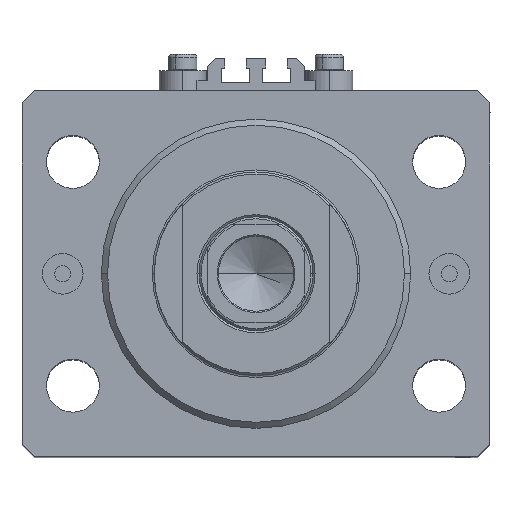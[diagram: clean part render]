
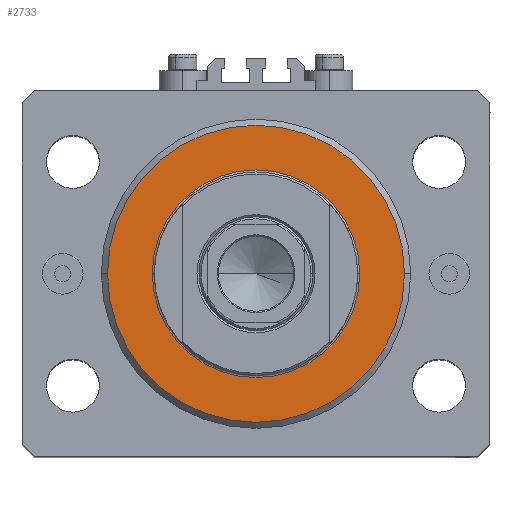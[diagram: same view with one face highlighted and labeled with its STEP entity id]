
A CAD part, top view. The second image highlights one B-rep face of the part: STEP entity #2733.
In plain terms, the highlighted face is planar.
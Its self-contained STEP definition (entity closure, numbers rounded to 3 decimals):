
#1341 = EDGE_LOOP ( 'NONE', ( #35877, #42294 ) ) ;
#2685 = DIRECTION ( 'NONE',  ( 1., 0., 0. ) ) ;
#2733 = ADVANCED_FACE ( 'NONE', ( #37538, #11993 ), #29664, .F. ) ;
#3767 = CARTESIAN_POINT ( 'NONE',  ( 36.5, 0., 0. ) ) ;
#4277 = CARTESIAN_POINT ( 'NONE',  ( 0., 0., 0. ) ) ;
#5040 = EDGE_CURVE ( 'NONE', #27277, #47086, #26680, .T. ) ;
#5386 = DIRECTION ( 'NONE',  ( 1., 0., 0. ) ) ;
#6136 = AXIS2_PLACEMENT_3D ( 'NONE', #6276, #35388, #2685 ) ;
#6276 = CARTESIAN_POINT ( 'NONE',  ( 0., 0., 0. ) ) ;
#8733 = CARTESIAN_POINT ( 'NONE',  ( 0., 0., 0. ) ) ;
#9232 = EDGE_LOOP ( 'NONE', ( #24545, #16546 ) ) ;
#9695 = CARTESIAN_POINT ( 'NONE',  ( 0., 0., 0. ) ) ;
#10758 = DIRECTION ( 'NONE',  ( 1., 0., 0. ) ) ;
#10858 = EDGE_CURVE ( 'NONE', #47086, #27277, #16087, .T. ) ;
#11422 = AXIS2_PLACEMENT_3D ( 'NONE', #15804, #11764, #26545 ) ;
#11764 = DIRECTION ( 'NONE',  ( 0., 0., 1. ) ) ;
#11993 = FACE_OUTER_BOUND ( 'NONE', #1341, .T. ) ;
#15804 = CARTESIAN_POINT ( 'NONE',  ( 0., 0., 0. ) ) ;
#16051 = VERTEX_POINT ( 'NONE', #17483 ) ;
#16087 = CIRCLE ( 'NONE', #25235, 36.5 ) ;
#16546 = ORIENTED_EDGE ( 'NONE', *, *, #27306, .T. ) ;
#17304 = AXIS2_PLACEMENT_3D ( 'NONE', #8733, #19482, #26172 ) ;
#17483 = CARTESIAN_POINT ( 'NONE',  ( -25.5, 0., 0. ) ) ;
#19482 = DIRECTION ( 'NONE',  ( 0., 0., 1. ) ) ;
#21620 = CARTESIAN_POINT ( 'NONE',  ( 25.5, 0., 0. ) ) ;
#24545 = ORIENTED_EDGE ( 'NONE', *, *, #26498, .T. ) ;
#25235 = AXIS2_PLACEMENT_3D ( 'NONE', #4277, #44146, #10758 ) ;
#26172 = DIRECTION ( 'NONE',  ( 1., 0., 0. ) ) ;
#26498 = EDGE_CURVE ( 'NONE', #27601, #16051, #27988, .T. ) ;
#26545 = DIRECTION ( 'NONE',  ( 1., 0., 0. ) ) ;
#26680 = CIRCLE ( 'NONE', #6136, 36.5 ) ;
#27277 = VERTEX_POINT ( 'NONE', #3767 ) ;
#27306 = EDGE_CURVE ( 'NONE', #16051, #27601, #46304, .T. ) ;
#27601 = VERTEX_POINT ( 'NONE', #21620 ) ;
#27988 = CIRCLE ( 'NONE', #30258, 25.5 ) ;
#28877 = CARTESIAN_POINT ( 'NONE',  ( -36.5, 0., 0. ) ) ;
#29664 = PLANE ( 'NONE',  #11422 ) ;
#30258 = AXIS2_PLACEMENT_3D ( 'NONE', #9695, #31405, #5386 ) ;
#31405 = DIRECTION ( 'NONE',  ( 0., 0., 1. ) ) ;
#35388 = DIRECTION ( 'NONE',  ( 0., 0., -1. ) ) ;
#35877 = ORIENTED_EDGE ( 'NONE', *, *, #5040, .T. ) ;
#37538 = FACE_BOUND ( 'NONE', #9232, .T. ) ;
#42294 = ORIENTED_EDGE ( 'NONE', *, *, #10858, .T. ) ;
#44146 = DIRECTION ( 'NONE',  ( 0., 0., -1. ) ) ;
#46304 = CIRCLE ( 'NONE', #17304, 25.5 ) ;
#47086 = VERTEX_POINT ( 'NONE', #28877 ) ;
